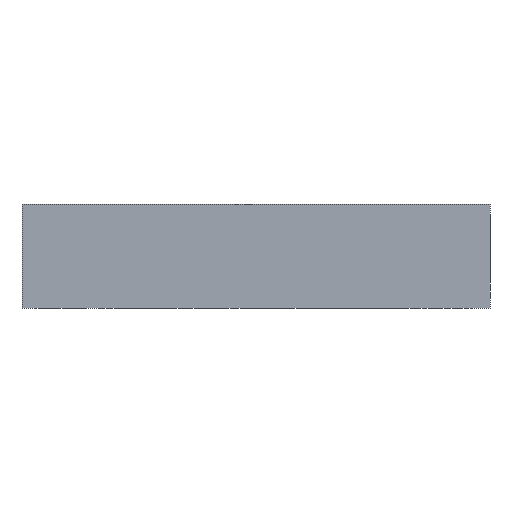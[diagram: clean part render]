
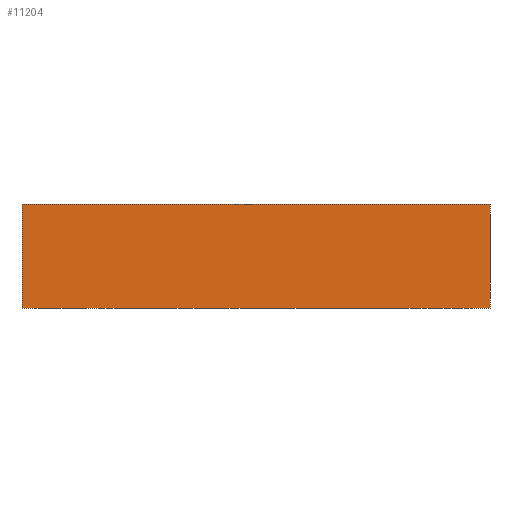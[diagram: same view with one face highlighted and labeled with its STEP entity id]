
A CAD part, left-side view. The second image highlights one B-rep face of the part: STEP entity #11204.
In plain terms, the highlighted planar face has unit normal (-1, 0, 0).
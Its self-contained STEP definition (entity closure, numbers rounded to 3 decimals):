
#832=PLANE('',#11924);
#1399=FACE_OUTER_BOUND('',#2052,.T.);
#2052=EDGE_LOOP('',(#10038,#10039,#10040,#10041));
#2475=LINE('',#16344,#3551);
#2947=LINE('',#17510,#4023);
#3162=LINE('',#19261,#4238);
#3163=LINE('',#19262,#4239);
#3551=VECTOR('',#12553,10.);
#4023=VECTOR('',#13379,10.);
#4238=VECTOR('',#14406,10.);
#4239=VECTOR('',#14407,10.);
#4811=VERTEX_POINT('',#16337);
#4814=VERTEX_POINT('',#16342);
#5162=VERTEX_POINT('',#17507);
#5163=VERTEX_POINT('',#17509);
#6036=EDGE_CURVE('',#4811,#4814,#2475,.T.);
#6540=EDGE_CURVE('',#5162,#5163,#2947,.T.);
#7050=EDGE_CURVE('',#5162,#4811,#3162,.T.);
#7051=EDGE_CURVE('',#5163,#4814,#3163,.T.);
#10038=ORIENTED_EDGE('',*,*,#7050,.T.);
#10039=ORIENTED_EDGE('',*,*,#6036,.T.);
#10040=ORIENTED_EDGE('',*,*,#7051,.F.);
#10041=ORIENTED_EDGE('',*,*,#6540,.F.);
#11204=ADVANCED_FACE('',(#1399),#832,.T.);
#11924=AXIS2_PLACEMENT_3D('',#19260,#14404,#14405);
#12553=DIRECTION('',(0.,0.,1.));
#13379=DIRECTION('',(0.,0.,1.));
#14404=DIRECTION('center_axis',(-1.,0.,0.));
#14405=DIRECTION('ref_axis',(0.,-1.,0.));
#14406=DIRECTION('',(0.,-1.,0.));
#14407=DIRECTION('',(0.,-1.,0.));
#16337=CARTESIAN_POINT('',(0.,0.,0.));
#16342=CARTESIAN_POINT('',(0.,0.,50.8));
#16344=CARTESIAN_POINT('',(0.,0.,0.));
#17507=CARTESIAN_POINT('',(0.,228.6,0.));
#17509=CARTESIAN_POINT('',(0.,228.6,50.8));
#17510=CARTESIAN_POINT('',(0.,228.6,0.));
#19260=CARTESIAN_POINT('Origin',(0.,228.6,0.));
#19261=CARTESIAN_POINT('',(0.,228.6,0.));
#19262=CARTESIAN_POINT('',(0.,228.6,50.8));
